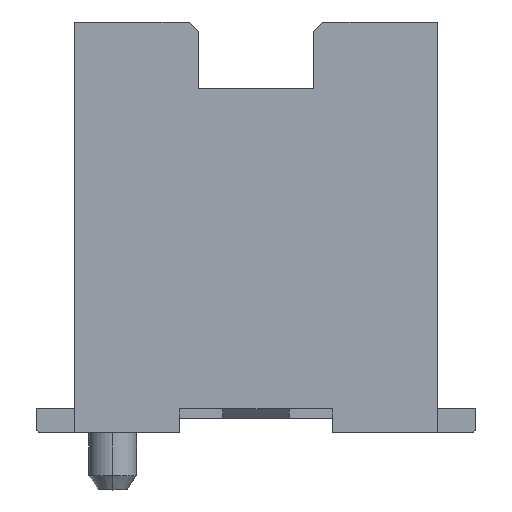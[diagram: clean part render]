
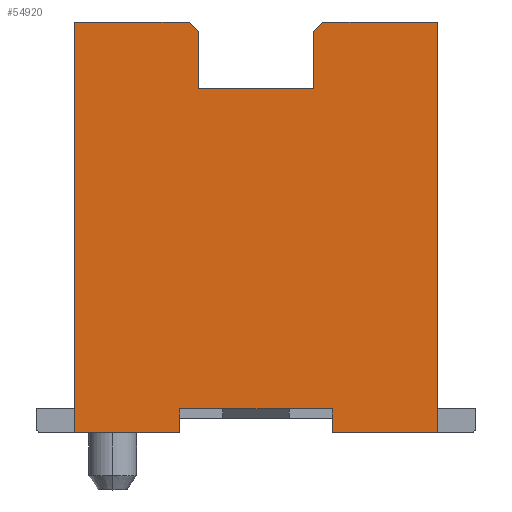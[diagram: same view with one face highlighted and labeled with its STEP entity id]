
A CAD part, left-side view. The second image highlights one B-rep face of the part: STEP entity #54920.
In plain terms, the highlighted planar face has unit normal (-1, 0, 0).
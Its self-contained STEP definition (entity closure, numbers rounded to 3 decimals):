
#100=CARTESIAN_POINT('',(-7.35,0.8,0.));
#110=VERTEX_POINT('',#100);
#280=CARTESIAN_POINT('',(-7.35,1.9,0.));
#290=VERTEX_POINT('',#280);
#320=CARTESIAN_POINT('',(-7.35,-78.1,0.));
#330=DIRECTION('',(-0.,-1.,-0.));
#340=VECTOR('',#330,1.);
#350=LINE('',#320,#340);
#360=EDGE_CURVE('',#290,#110,#350,.T.);
#650=CARTESIAN_POINT('',(-7.35,-1.9,0.));
#660=VERTEX_POINT('',#650);
#830=CARTESIAN_POINT('',(-7.35,-0.8,0.));
#840=VERTEX_POINT('',#830);
#870=CARTESIAN_POINT('',(-7.35,-78.1,0.));
#880=DIRECTION('',(-0.,-1.,-0.));
#890=VECTOR('',#880,1.);
#900=LINE('',#870,#890);
#910=EDGE_CURVE('',#840,#660,#900,.T.);
#53910=CARTESIAN_POINT('',(-7.35,-1.995,
4.408));
#53920=DIRECTION('',(-1.,0.,0.));
#53930=DIRECTION('',(0.,1.,0.));
#53940=AXIS2_PLACEMENT_3D('',#53910,#53920,#53930);
#53950=PLANE('',#53940);
#53960=CARTESIAN_POINT('',(-7.35,-0.8,0.));
#53970=DIRECTION('',(-0.,-0.,-1.));
#53980=VECTOR('',#53970,1.);
#53990=LINE('',#53960,#53980);
#54000=CARTESIAN_POINT('',(-7.35,-0.8,0.25));
#54010=VERTEX_POINT('',#54000);
#54020=EDGE_CURVE('',#54010,#840,#53990,.T.);
#54030=ORIENTED_EDGE('',*,*,#54020,.T.);
#54040=CARTESIAN_POINT('',(-7.35,-78.1,0.25));
#54050=DIRECTION('',(-0.,-1.,-0.));
#54060=VECTOR('',#54050,1.);
#54070=LINE('',#54040,#54060);
#54080=CARTESIAN_POINT('',(-7.35,0.8,0.25));
#54090=VERTEX_POINT('',#54080);
#54100=EDGE_CURVE('',#54090,#54010,#54070,.T.);
#54110=ORIENTED_EDGE('',*,*,#54100,.T.);
#54120=CARTESIAN_POINT('',(-7.35,0.8,0.));
#54130=DIRECTION('',(0.,-0.,1.));
#54140=VECTOR('',#54130,1.);
#54150=LINE('',#54120,#54140);
#54160=EDGE_CURVE('',#110,#54090,#54150,.T.);
#54170=ORIENTED_EDGE('',*,*,#54160,.T.);
#54180=ORIENTED_EDGE('',*,*,#360,.T.);
#54190=CARTESIAN_POINT('',(-7.35,1.9,0.));
#54200=DIRECTION('',(0.,0.,1.));
#54210=VECTOR('',#54200,1.);
#54220=LINE('',#54190,#54210);
#54230=CARTESIAN_POINT('',(-7.35,1.9,4.3));
#54240=VERTEX_POINT('',#54230);
#54250=EDGE_CURVE('',#290,#54240,#54220,.T.);
#54260=ORIENTED_EDGE('',*,*,#54250,.F.);
#54270=CARTESIAN_POINT('',(-7.35,-78.1,4.3));
#54280=DIRECTION('',(-0.,-1.,0.));
#54290=VECTOR('',#54280,1.);
#54300=LINE('',#54270,#54290);
#54310=CARTESIAN_POINT('',(-7.35,0.7,4.3));
#54320=VERTEX_POINT('',#54310);
#54330=EDGE_CURVE('',#54240,#54320,#54300,.T.);
#54340=ORIENTED_EDGE('',*,*,#54330,.F.);
#54350=CARTESIAN_POINT('',(-7.35,-3.6,0.));
#54360=DIRECTION('',(0.,-0.707,-0.707));
#54370=VECTOR('',#54360,1.);
#54380=LINE('',#54350,#54370);
#54390=CARTESIAN_POINT('',(-7.35,0.6,4.2));
#54400=VERTEX_POINT('',#54390);
#54410=EDGE_CURVE('',#54320,#54400,#54380,.T.);
#54420=ORIENTED_EDGE('',*,*,#54410,.F.);
#54430=CARTESIAN_POINT('',(-7.35,0.6,0.));
#54440=DIRECTION('',(0.,-0.,1.));
#54450=VECTOR('',#54440,1.);
#54460=LINE('',#54430,#54450);
#54470=CARTESIAN_POINT('',(-7.35,0.6,3.6));
#54480=VERTEX_POINT('',#54470);
#54490=EDGE_CURVE('',#54480,#54400,#54460,.T.);
#54500=ORIENTED_EDGE('',*,*,#54490,.T.);
#54510=CARTESIAN_POINT('',(-7.35,-78.1,3.6));
#54520=DIRECTION('',(0.,1.,-0.));
#54530=VECTOR('',#54520,1.);
#54540=LINE('',#54510,#54530);
#54550=CARTESIAN_POINT('',(-7.35,-0.6,3.6));
#54560=VERTEX_POINT('',#54550);
#54570=EDGE_CURVE('',#54560,#54480,#54540,.T.);
#54580=ORIENTED_EDGE('',*,*,#54570,.T.);
#54590=CARTESIAN_POINT('',(-7.35,-0.6,0.));
#54600=DIRECTION('',(-0.,-0.,-1.));
#54610=VECTOR('',#54600,1.);
#54620=LINE('',#54590,#54610);
#54630=CARTESIAN_POINT('',(-7.35,-0.6,
4.2));
#54640=VERTEX_POINT('',#54630);
#54650=EDGE_CURVE('',#54640,#54560,#54620,.T.);
#54660=ORIENTED_EDGE('',*,*,#54650,.T.);
#54670=CARTESIAN_POINT('',(-7.35,3.6,0.));
#54680=DIRECTION('',(0.,-0.707,0.707));
#54690=VECTOR('',#54680,1.);
#54700=LINE('',#54670,#54690);
#54710=CARTESIAN_POINT('',(-7.35,-0.7,4.3));
#54720=VERTEX_POINT('',#54710);
#54730=EDGE_CURVE('',#54640,#54720,#54700,.T.);
#54740=ORIENTED_EDGE('',*,*,#54730,.F.);
#54750=CARTESIAN_POINT('',(-7.35,-78.1,4.3));
#54760=DIRECTION('',(-0.,-1.,0.));
#54770=VECTOR('',#54760,1.);
#54780=LINE('',#54750,#54770);
#54790=CARTESIAN_POINT('',(-7.35,-1.9,4.3));
#54800=VERTEX_POINT('',#54790);
#54810=EDGE_CURVE('',#54720,#54800,#54780,.T.);
#54820=ORIENTED_EDGE('',*,*,#54810,.F.);
#54830=CARTESIAN_POINT('',(-7.35,-1.9,0.));
#54840=DIRECTION('',(0.,-0.,1.));
#54850=VECTOR('',#54840,1.);
#54860=LINE('',#54830,#54850);
#54870=EDGE_CURVE('',#660,#54800,#54860,.T.);
#54880=ORIENTED_EDGE('',*,*,#54870,.T.);
#54890=ORIENTED_EDGE('',*,*,#910,.T.);
#54900=EDGE_LOOP('',(#54890,#54880,#54820,#54740,#54660,#54580,#54500,
#54420,#54340,#54260,#54180,#54170,#54110,#54030));
#54910=FACE_OUTER_BOUND('',#54900,.T.);
#54920=ADVANCED_FACE('',(#54910),#53950,.T.);
